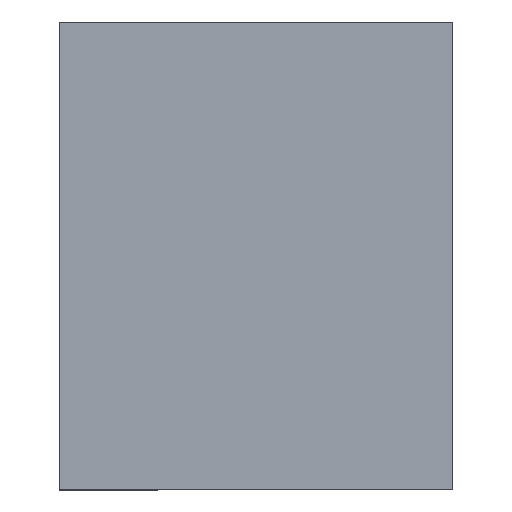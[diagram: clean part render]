
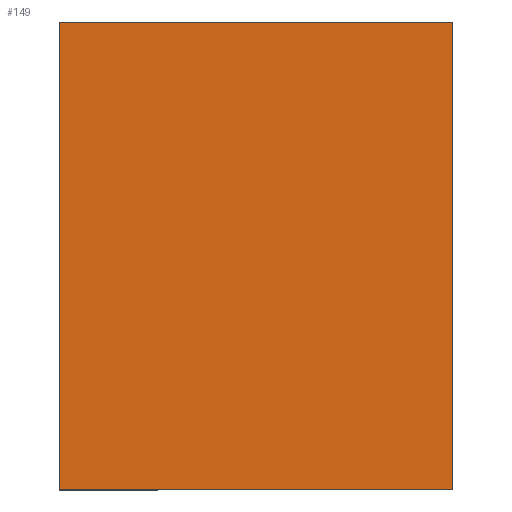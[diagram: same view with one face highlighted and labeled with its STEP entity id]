
A CAD part, top view. The second image highlights one B-rep face of the part: STEP entity #149.
In plain terms, the highlighted planar face has unit normal (0, 0, 1).
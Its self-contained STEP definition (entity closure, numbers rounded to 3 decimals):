
#3 = EDGE_CURVE ( 'NONE', #60, #84, #66, .T. ) ;
#4 = CARTESIAN_POINT ( 'NONE',  ( -21., -25., 1.6 ) ) ;
#6 = DIRECTION ( 'NONE',  ( -1., 0., 0. ) ) ;
#12 = LINE ( 'NONE', #51, #96 ) ;
#13 = VERTEX_POINT ( 'NONE', #18 ) ;
#18 = CARTESIAN_POINT ( 'NONE',  ( -21., -25., 1.6 ) ) ;
#28 = ORIENTED_EDGE ( 'NONE', *, *, #200, .T. ) ;
#30 = CARTESIAN_POINT ( 'NONE',  ( 21., 25., 1.6 ) ) ;
#40 = EDGE_CURVE ( 'NONE', #41, #60, #12, .T. ) ;
#41 = VERTEX_POINT ( 'NONE', #117 ) ;
#48 = VECTOR ( 'NONE', #54, 1000. ) ;
#51 = CARTESIAN_POINT ( 'NONE',  ( 21., -25., 1.6 ) ) ;
#54 = DIRECTION ( 'NONE',  ( 1., 0., 0. ) ) ;
#59 = CARTESIAN_POINT ( 'NONE',  ( -21., 25., 1.6 ) ) ;
#60 = VERTEX_POINT ( 'NONE', #64 ) ;
#64 = CARTESIAN_POINT ( 'NONE',  ( 21., 25., 1.6 ) ) ;
#66 = LINE ( 'NONE', #30, #67 ) ;
#67 = VECTOR ( 'NONE', #6, 1000. ) ;
#72 = FACE_OUTER_BOUND ( 'NONE', #182, .T. ) ;
#78 = ORIENTED_EDGE ( 'NONE', *, *, #3, .T. ) ;
#80 = DIRECTION ( 'NONE',  ( 0., 1., 0. ) ) ;
#82 = ORIENTED_EDGE ( 'NONE', *, *, #40, .T. ) ;
#84 = VERTEX_POINT ( 'NONE', #59 ) ;
#94 = CARTESIAN_POINT ( 'NONE',  ( 0., 0., 1.6 ) ) ;
#96 = VECTOR ( 'NONE', #80, 1000. ) ;
#97 = PLANE ( 'NONE',  #99 ) ;
#98 = DIRECTION ( 'NONE',  ( 0., 0., 1. ) ) ;
#99 = AXIS2_PLACEMENT_3D ( 'NONE', #94, #98, #101 ) ;
#101 = DIRECTION ( 'NONE',  ( 1., 0., 0. ) ) ;
#111 = VECTOR ( 'NONE', #198, 1000. ) ;
#117 = CARTESIAN_POINT ( 'NONE',  ( 21., -25., 1.6 ) ) ;
#124 = CARTESIAN_POINT ( 'NONE',  ( 21., -25., 1.6 ) ) ;
#132 = LINE ( 'NONE', #4, #111 ) ;
#149 = ADVANCED_FACE ( 'NONE', ( #72 ), #97, .T. ) ;
#152 = ORIENTED_EDGE ( 'NONE', *, *, #160, .T. ) ;
#160 = EDGE_CURVE ( 'NONE', #13, #41, #202, .T. ) ;
#182 = EDGE_LOOP ( 'NONE', ( #28, #152, #82, #78 ) ) ;
#198 = DIRECTION ( 'NONE',  ( 0., -1., 0. ) ) ;
#200 = EDGE_CURVE ( 'NONE', #84, #13, #132, .T. ) ;
#202 = LINE ( 'NONE', #124, #48 ) ;
